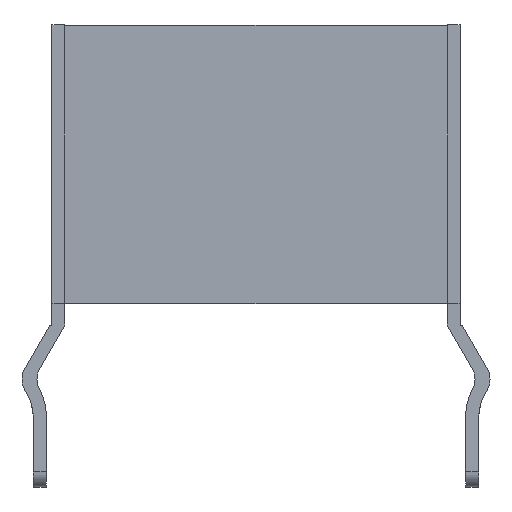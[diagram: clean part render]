
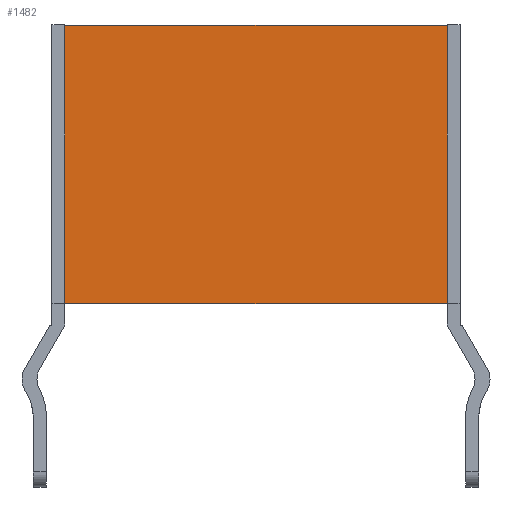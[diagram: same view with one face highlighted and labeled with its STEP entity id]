
A CAD part, top view. The second image highlights one B-rep face of the part: STEP entity #1482.
In plain terms, the highlighted planar face has unit normal (0, 0, 1).
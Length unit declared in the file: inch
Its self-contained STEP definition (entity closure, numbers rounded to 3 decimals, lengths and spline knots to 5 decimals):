
#60=FACE_OUTER_BOUND('',#141,.T.);
#141=EDGE_LOOP('',(#1130,#1131,#1132,#1133));
#252=LINE('',#2114,#432);
#281=LINE('',#2193,#461);
#303=LINE('',#2242,#483);
#329=LINE('',#2300,#509);
#432=VECTOR('',#1686,0.354);
#461=VECTOR('',#1745,0.258);
#483=VECTOR('',#1783,0.258);
#509=VECTOR('',#1821,0.354);
#616=VERTEX_POINT('',#2112);
#617=VERTEX_POINT('',#2113);
#652=VERTEX_POINT('',#2192);
#671=VERTEX_POINT('',#2241);
#760=EDGE_CURVE('',#616,#617,#252,.T.);
#799=EDGE_CURVE('',#652,#616,#281,.T.);
#825=EDGE_CURVE('',#617,#671,#303,.T.);
#855=EDGE_CURVE('',#671,#652,#329,.T.);
#1130=ORIENTED_EDGE('',*,*,#760,.T.);
#1131=ORIENTED_EDGE('',*,*,#825,.T.);
#1132=ORIENTED_EDGE('',*,*,#855,.T.);
#1133=ORIENTED_EDGE('',*,*,#799,.T.);
#1423=PLANE('',#1584);
#1482=ADVANCED_FACE('',(#60),#1423,.T.);
#1584=AXIS2_PLACEMENT_3D('',#2334,#1851,#1852);
#1686=DIRECTION('',(-1.,0.,0.));
#1745=DIRECTION('',(0.,1.,0.));
#1783=DIRECTION('',(0.,-1.,0.));
#1821=DIRECTION('',(1.,0.,0.));
#1851=DIRECTION('center_axis',(0.,0.,1.));
#1852=DIRECTION('ref_axis',(1.,0.,0.));
#2112=CARTESIAN_POINT('',(0.177,0.129,0.));
#2113=CARTESIAN_POINT('',(-0.177,0.129,0.));
#2114=CARTESIAN_POINT('',(0.177,0.129,0.));
#2192=CARTESIAN_POINT('',(0.177,-0.129,0.));
#2193=CARTESIAN_POINT('',(0.177,-0.129,0.));
#2241=CARTESIAN_POINT('',(-0.177,-0.129,0.));
#2242=CARTESIAN_POINT('',(-0.177,0.129,0.));
#2300=CARTESIAN_POINT('',(-0.177,-0.129,0.));
#2334=CARTESIAN_POINT('Origin',(0.,0.,0.));
